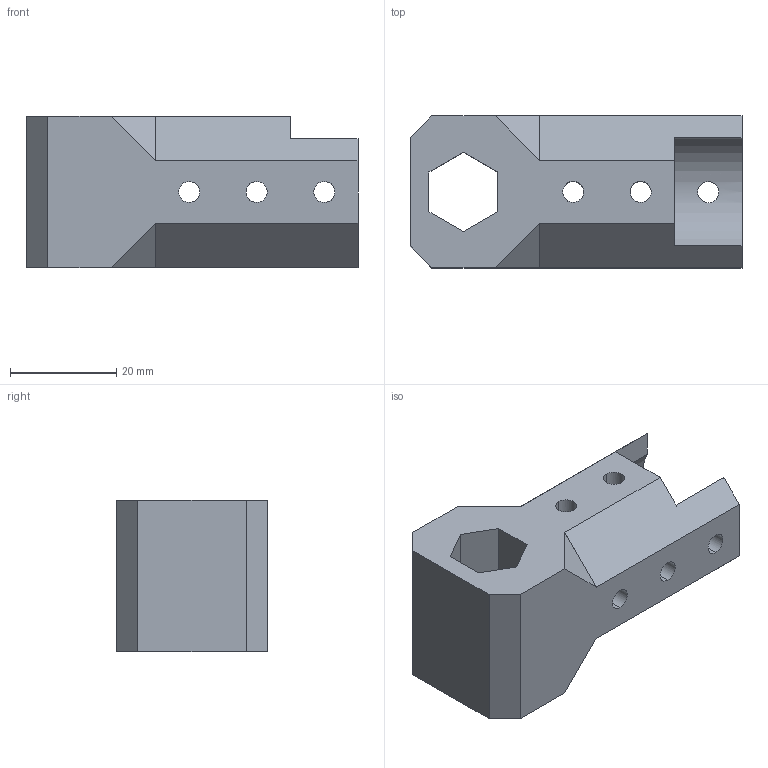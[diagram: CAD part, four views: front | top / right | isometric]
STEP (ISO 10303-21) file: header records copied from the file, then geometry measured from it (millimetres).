
FILE_DESCRIPTION (( 'STEP AP214' ), '1' );
FILE_NAME ('End 500 Hex Mount.STEP', '2021-04-13T21:37:33', ( '' ), ( '' ), 'SwSTEP 2.0', 'SolidWorks 2020', '' );
FILE_SCHEMA (( 'AUTOMOTIVE_DESIGN' ));
Length unit declared in the file: inch
Products named in the file (1): End 500 Hex Mount
Bounding box: 62.43 x 28.57 x 28.57 mm (x, y, z)
Volume: 23616.4 mm3; surface area: 11033.9 mm2
Topology: 1 solids, 1 shells, 54 faces, 174 edges, 116 vertices
Faces by surface type: plane 30, cylinder 24
Entity records: 2542 total; most frequent: CARTESIAN_POINT 961, ORIENTED_EDGE 348, DIRECTION 278, EDGE_CURVE 174, VERTEX_POINT 116, VECTOR 112, LINE 112, AXIS2_PLACEMENT_3D 83
